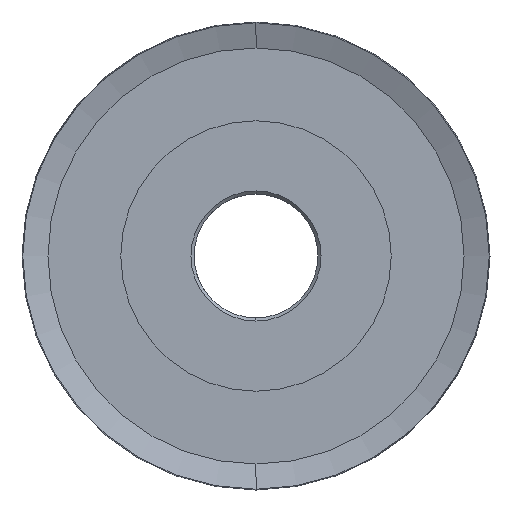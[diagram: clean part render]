
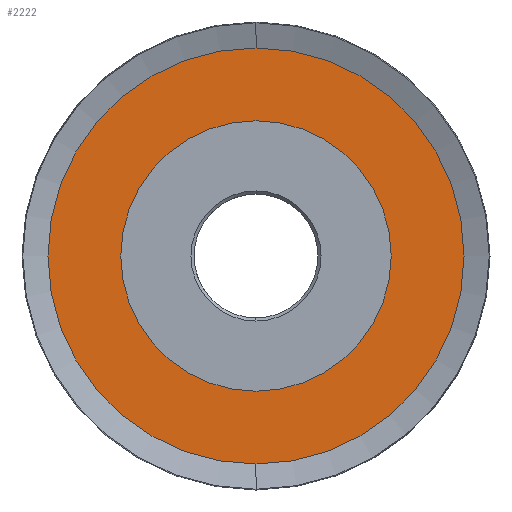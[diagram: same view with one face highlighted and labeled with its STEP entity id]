
A CAD part, left-side view. The second image highlights one B-rep face of the part: STEP entity #2222.
In plain terms, the highlighted planar face has unit normal (-1, 0, 0).
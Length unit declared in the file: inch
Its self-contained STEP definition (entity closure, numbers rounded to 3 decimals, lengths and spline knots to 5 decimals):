
#81 = CARTESIAN_POINT ( 'NONE',  ( -0.31875, 0., -0.42 ) ) ;
#171 = DIRECTION ( 'NONE',  ( -1., 0., 0. ) ) ;
#377 = CARTESIAN_POINT ( 'NONE',  ( -0.31875, 0., 0. ) ) ;
#618 = FACE_BOUND ( 'NONE', #2518, .T. ) ;
#638 = ORIENTED_EDGE ( 'NONE', *, *, #13698, .T. ) ;
#1204 = VERTEX_POINT ( 'NONE', #13396 ) ;
#1254 = AXIS2_PLACEMENT_3D ( 'NONE', #6597, #171, #7670 ) ;
#1455 = DIRECTION ( 'NONE',  ( 0., 0., 1. ) ) ;
#2222 = ADVANCED_FACE ( 'NONE', ( #9514, #618 ), #8197, .T. ) ;
#2462 = EDGE_CURVE ( 'NONE', #1204, #13535, #12524, .T. ) ;
#2518 = EDGE_LOOP ( 'NONE', ( #13578, #4855 ) ) ;
#3283 = AXIS2_PLACEMENT_3D ( 'NONE', #11446, #13571, #7153 ) ;
#3420 = EDGE_CURVE ( 'NONE', #5828, #5124, #7210, .T. ) ;
#4197 = CARTESIAN_POINT ( 'NONE',  ( -0.31875, 0., 0. ) ) ;
#4855 = ORIENTED_EDGE ( 'NONE', *, *, #2462, .F. ) ;
#5124 = VERTEX_POINT ( 'NONE', #10863 ) ;
#5258 = DIRECTION ( 'NONE',  ( 0., 0., 1. ) ) ;
#5527 = CIRCLE ( 'NONE', #7443, 0.42 ) ;
#5828 = VERTEX_POINT ( 'NONE', #81 ) ;
#5881 = EDGE_CURVE ( 'NONE', #13535, #1204, #10062, .T. ) ;
#6234 = DIRECTION ( 'NONE',  ( -1., 0., 0. ) ) ;
#6478 = CARTESIAN_POINT ( 'NONE',  ( -0.31875, 0., 0.273 ) ) ;
#6597 = CARTESIAN_POINT ( 'NONE',  ( -0.31875, 0., 0. ) ) ;
#7153 = DIRECTION ( 'NONE',  ( 0., 0., 1. ) ) ;
#7210 = CIRCLE ( 'NONE', #8690, 0.42 ) ;
#7443 = AXIS2_PLACEMENT_3D ( 'NONE', #377, #7876, #1455 ) ;
#7670 = DIRECTION ( 'NONE',  ( 0., 0., 1. ) ) ;
#7876 = DIRECTION ( 'NONE',  ( -1., 0., 0. ) ) ;
#8197 = PLANE ( 'NONE',  #3283 ) ;
#8690 = AXIS2_PLACEMENT_3D ( 'NONE', #4197, #11694, #5258 ) ;
#9119 = ORIENTED_EDGE ( 'NONE', *, *, #3420, .T. ) ;
#9514 = FACE_OUTER_BOUND ( 'NONE', #10066, .T. ) ;
#10062 = CIRCLE ( 'NONE', #1254, 0.273 ) ;
#10066 = EDGE_LOOP ( 'NONE', ( #638, #9119 ) ) ;
#10863 = CARTESIAN_POINT ( 'NONE',  ( -0.31875, 0., 0.42 ) ) ;
#11179 = AXIS2_PLACEMENT_3D ( 'NONE', #12663, #6234, #13724 ) ;
#11446 = CARTESIAN_POINT ( 'NONE',  ( -0.31875, 0.42, 0. ) ) ;
#11694 = DIRECTION ( 'NONE',  ( -1., 0., 0. ) ) ;
#12524 = CIRCLE ( 'NONE', #11179, 0.273 ) ;
#12663 = CARTESIAN_POINT ( 'NONE',  ( -0.31875, 0., 0. ) ) ;
#13396 = CARTESIAN_POINT ( 'NONE',  ( -0.31875, 0., -0.273 ) ) ;
#13535 = VERTEX_POINT ( 'NONE', #6478 ) ;
#13571 = DIRECTION ( 'NONE',  ( -1., 0., 0. ) ) ;
#13578 = ORIENTED_EDGE ( 'NONE', *, *, #5881, .F. ) ;
#13698 = EDGE_CURVE ( 'NONE', #5124, #5828, #5527, .T. ) ;
#13724 = DIRECTION ( 'NONE',  ( 0., 0., 1. ) ) ;
